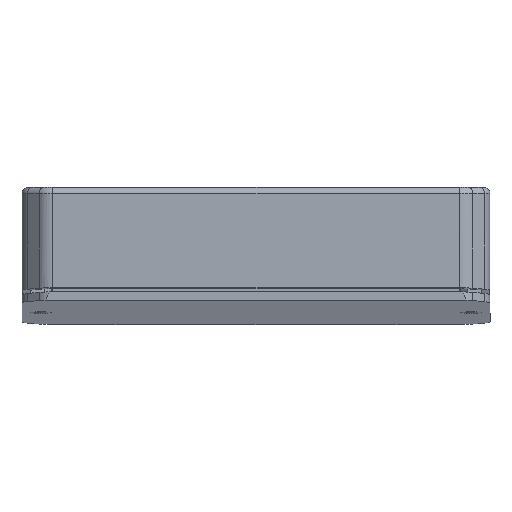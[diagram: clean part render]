
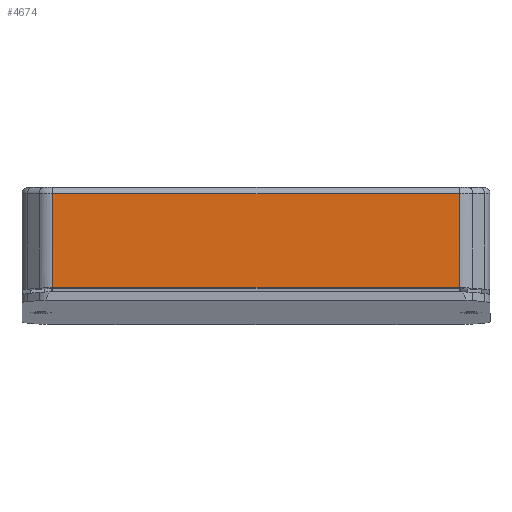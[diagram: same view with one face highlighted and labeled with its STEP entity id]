
A CAD part, front view. The second image highlights one B-rep face of the part: STEP entity #4674.
In plain terms, the highlighted planar face has unit normal (0, -1, 0).
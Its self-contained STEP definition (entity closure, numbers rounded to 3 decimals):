
#581=LINE('',#7284,#1138);
#638=LINE('',#7471,#1195);
#644=LINE('',#7484,#1201);
#645=LINE('',#7486,#1202);
#1138=VECTOR('',#5907,10.);
#1195=VECTOR('',#6106,10.);
#1201=VECTOR('',#6122,10.);
#1202=VECTOR('',#6125,10.);
#1454=FACE_OUTER_BOUND('',#1734,.T.);
#1734=EDGE_LOOP('',(#3975,#3976,#3977,#3978));
#2185=VERTEX_POINT('',#7276);
#2187=VERTEX_POINT('',#7282);
#2245=VERTEX_POINT('',#7468);
#2246=VERTEX_POINT('',#7470);
#2762=EDGE_CURVE('',#2187,#2185,#581,.T.);
#2861=EDGE_CURVE('',#2246,#2245,#638,.T.);
#2869=EDGE_CURVE('',#2246,#2187,#644,.T.);
#2870=EDGE_CURVE('',#2185,#2245,#645,.T.);
#3975=ORIENTED_EDGE('',*,*,#2762,.F.);
#3976=ORIENTED_EDGE('',*,*,#2869,.F.);
#3977=ORIENTED_EDGE('',*,*,#2861,.T.);
#3978=ORIENTED_EDGE('',*,*,#2870,.F.);
#4448=PLANE('',#5015);
#4674=ADVANCED_FACE('',(#1454),#4448,.T.);
#5015=AXIS2_PLACEMENT_3D('',#7485,#6123,#6124);
#5907=DIRECTION('',(1.,0.,0.));
#6106=DIRECTION('',(1.,0.,0.));
#6122=DIRECTION('',(0.,0.,1.));
#6123=DIRECTION('center_axis',(0.,-1.,0.));
#6124=DIRECTION('ref_axis',(-1.,0.,0.));
#6125=DIRECTION('',(0.,0.,-1.));
#7276=CARTESIAN_POINT('',(99.793,-19.557,-1.5));
#7282=CARTESIAN_POINT('',(1.707,-19.557,-1.5));
#7284=CARTESIAN_POINT('',(76.203,-19.557,-1.5));
#7468=CARTESIAN_POINT('',(99.793,-19.557,-24.174));
#7470=CARTESIAN_POINT('',(1.707,-19.557,-24.174));
#7471=CARTESIAN_POINT('',(50.828,-19.557,-24.174));
#7484=CARTESIAN_POINT('',(1.707,-19.557,0.));
#7485=CARTESIAN_POINT('Origin',(101.657,-19.557,0.));
#7486=CARTESIAN_POINT('',(99.793,-19.557,0.));
